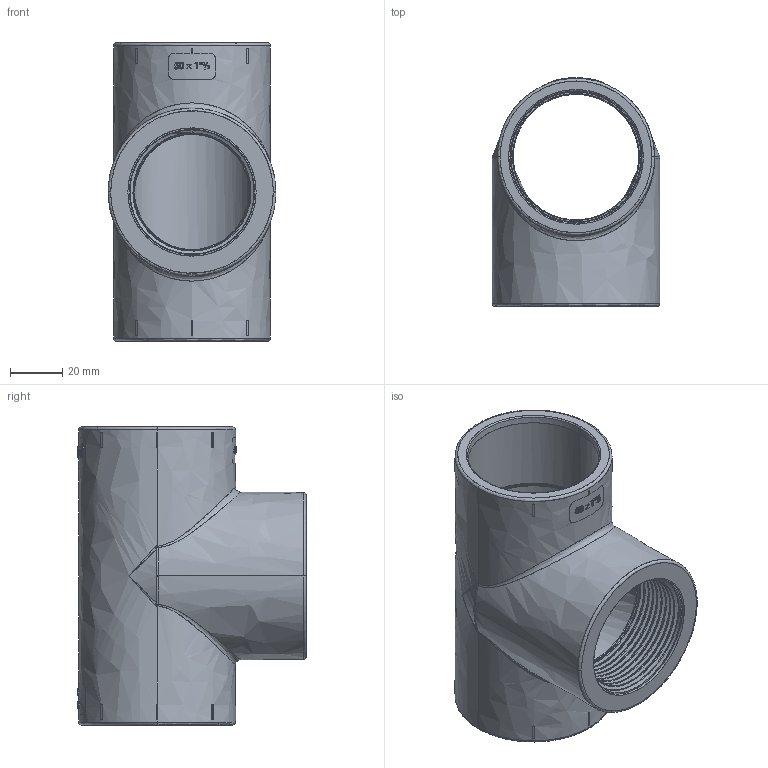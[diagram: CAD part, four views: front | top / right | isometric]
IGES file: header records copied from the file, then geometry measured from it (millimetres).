
Start section: SolidWorks IGES file using NURBS representation for surfaces
Global section: file name: 01111004009.IGS; native system: SolidWorks 2024; preprocessor: SolidWorks 2024; author: DMorais; date: 241204.154659; units: millimetre
Bounding box: 64.1 x 87.3 x 114 mm (x, y, z)
Surface area: 51877.9 mm2 (no closed solid volume)
Topology: 0 solids, 0 shells, 497 faces, 6481 edges, 6458 vertices
Faces by surface type: bspline 497
